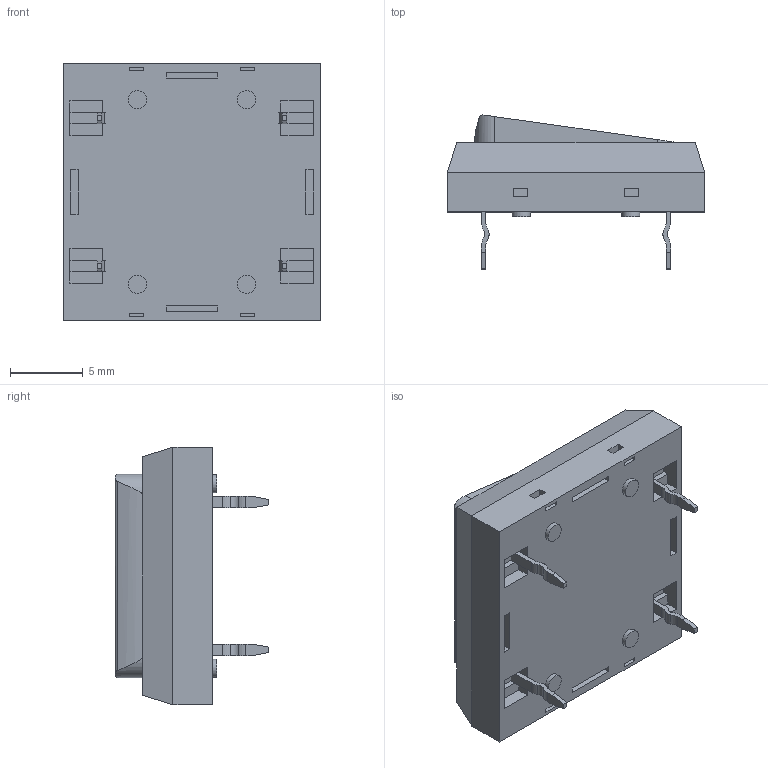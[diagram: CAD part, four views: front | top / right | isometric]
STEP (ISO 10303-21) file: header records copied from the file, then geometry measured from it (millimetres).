
FILE_DESCRIPTION(/* description */ ('STEP AP203'),/* implementation_level */ '2;1');
FILE_NAME(/* name */ 'JF15SP4G',/* time_stamp */ '2024-12-09T17:35:21+01:00',/* author */ ('License CC BY-ND 4.0'),/* organization */ ('CADENAS'),/* preprocessor_version */ 'ST-DEVELOPER v19.3',/* originating_system */ 'PARTsolutions',/* authorisation */ ' ');
FILE_SCHEMA (('CONFIG_CONTROL_DESIGN','FEATURE_BASED_PROCESS_PLANNING'));
Length unit declared in the file: inch
Products named in the file (4): JF15SP4G; S4-body; S4G_; P-Straight_PCJF-terminal
Assembly tree (3 placements, depth 2):
  JF15SP4G
    S4-body
    S4G_
    P-Straight_PCJF-terminal
Bounding box: 17.7 x 10.59 x 17.7 mm (x, y, z)
Volume: 1662.7 mm3; surface area: 2028.3 mm2
Topology: 3 solids, 3 shells, 189 faces, 494 edges, 328 vertices
Faces by surface type: plane 147, cylinder 42
Full cylindrical faces by diameter (mm): 1.27 x4
Entity records: 5871 total; most frequent: CARTESIAN_POINT 1033, ORIENTED_EDGE 980, DIRECTION 952, EDGE_CURVE 490, LINE 406, VECTOR 406, VERTEX_POINT 328, AXIS2_PLACEMENT_3D 273
